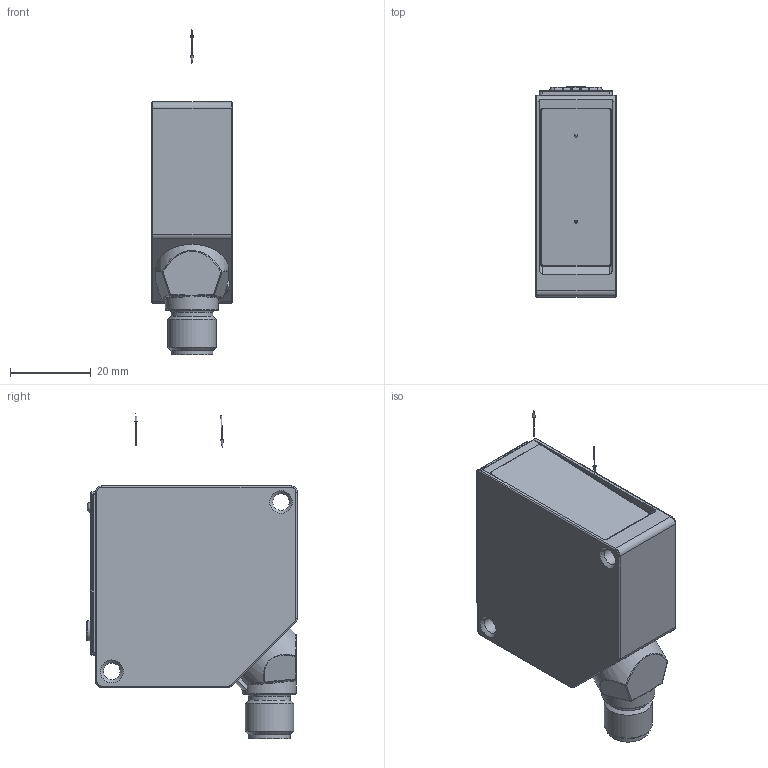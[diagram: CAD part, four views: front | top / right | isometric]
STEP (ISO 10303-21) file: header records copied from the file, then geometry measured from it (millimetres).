
FILE_DESCRIPTION (( 'STEP AP214' ), '1' );
FILE_NAME ('OPT2502_OPT2505_OPT2508_OPT2511_OPT2513_OPT2514.STEP', '2024-12-12T11:41:06', ( '' ), ( '' ), 'SwSTEP 2.0', 'SolidWorks 2024', '' );
FILE_SCHEMA (( 'AUTOMOTIVE_DESIGN' ));
Length unit declared in the file: inch
Products named in the file (1): OPT2502_OPT2505_OPT2508_OPT2511_OPT2513_OPT2514
Bounding box: 20 x 52.19 x 80.68 mm (x, y, z)
Volume: 1 mm3; surface area: 10714.2 mm2
Topology: 2 solids, 3 shells, 433 faces, 1095 edges, 686 vertices
Faces by surface type: plane 182, cylinder 133, torus 37, bspline 36, cone 35, sphere 10
Full cylindrical faces by diameter (mm): 0.2 x2, 1 x5, 1.52 x5, 2.1 x1, 4.13 x2, 5 x1, 5.1 x1, 10.4 x2, 12 x1, 13.2 x1
Entity records: 15019 total; most frequent: CARTESIAN_POINT 6099, ORIENTED_EDGE 2002, DIRECTION 1478, EDGE_CURVE 1001, VERTEX_POINT 650, AXIS2_PLACEMENT_3D 600, EDGE_LOOP 511, B_SPLINE_CURVE_WITH_KNOTS 507
